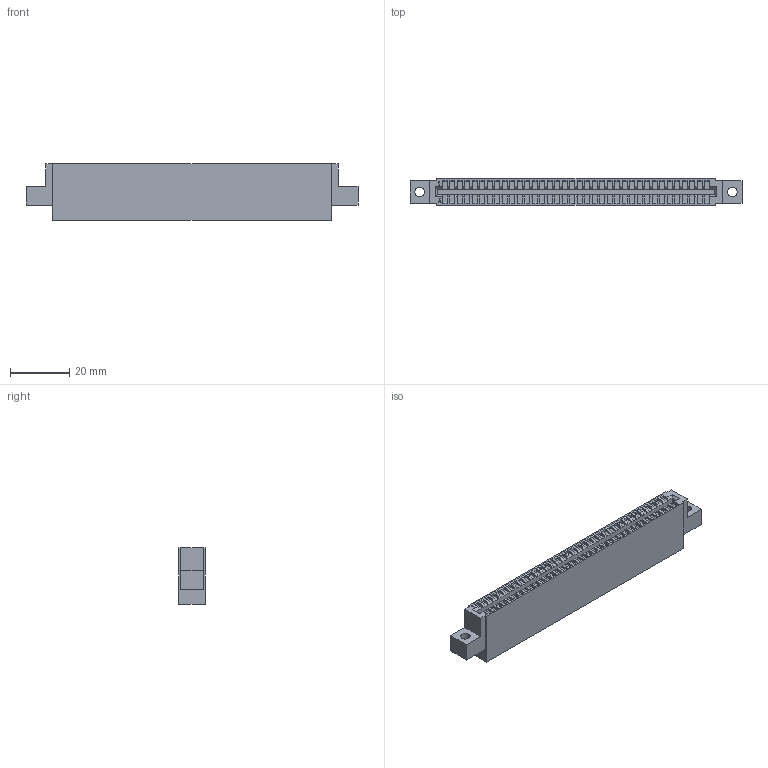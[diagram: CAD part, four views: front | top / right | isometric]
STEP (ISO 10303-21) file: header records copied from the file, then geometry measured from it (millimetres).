
FILE_DESCRIPTION (( 'STEP AP214' ), '1' );
FILE_NAME ('TE 36-pin Dual Cavity Card Edge Connector- 583859.STEP', '2015-04-15T04:46:51', ( '' ), ( '' ), 'SwSTEP 2.0', 'SolidWorks 2014', '' );
FILE_SCHEMA (( 'AUTOMOTIVE_DESIGN' ));
Length unit declared in the file: inch
Products named in the file (1): TE 36-pin Dual Cavity Card Edge Connector- 583859
Bounding box: 112.52 x 8.89 x 19.05 mm (x, y, z)
Volume: 14825.8 mm3; surface area: 8865.7 mm2
Topology: 1 solids, 1 shells, 844 faces, 2294 edges, 1528 vertices
Faces by surface type: plane 840, cylinder 4
Entity records: 26303 total; most frequent: CARTESIAN_POINT 4667, ORIENTED_EDGE 4588, DIRECTION 3992, EDGE_CURVE 2294, VECTOR 2286, LINE 2286, VERTEX_POINT 1528, EDGE_LOOP 924
